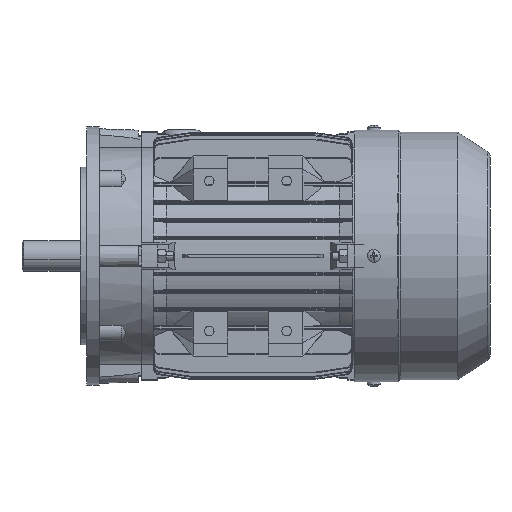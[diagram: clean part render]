
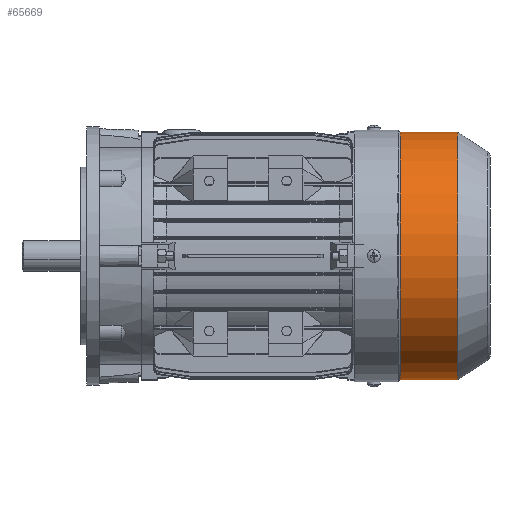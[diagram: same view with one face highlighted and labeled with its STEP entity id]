
A CAD part, front view. The second image highlights one B-rep face of the part: STEP entity #65669.
In plain terms, the highlighted cylindrical face has radius 76.8 mm (diameter 153.6 mm), a partial arc.
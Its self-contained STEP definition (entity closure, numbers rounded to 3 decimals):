
#25424 = CARTESIAN_POINT ( 'NONE',  ( 28.25, 0., -76.8 ) ) ;
#25425 = CARTESIAN_POINT ( 'NONE',  ( 28.25, 0., 76.8 ) ) ;
#25610 = DIRECTION ( 'NONE',  ( -1., 0., 0. ) ) ;
#25611 = VECTOR ( 'NONE', #25610, 1000. ) ;
#25612 = CARTESIAN_POINT ( 'NONE',  ( 0., 0., 76.8 ) ) ;
#25613 = LINE ( 'NONE', #25612, #25611 ) ;
#25614 = DIRECTION ( 'NONE',  ( -1., 0., 0. ) ) ;
#25615 = VECTOR ( 'NONE', #25614, 1000. ) ;
#25616 = CARTESIAN_POINT ( 'NONE',  ( 0., 0., -76.8 ) ) ;
#25617 = LINE ( 'NONE', #25616, #25615 ) ;
#25618 = CARTESIAN_POINT ( 'NONE',  ( 64., 0., -76.8 ) ) ;
#25619 = CARTESIAN_POINT ( 'NONE',  ( 64., 0., 76.8 ) ) ;
#29504 = DIRECTION ( 'NONE',  ( 0., 0., 1. ) ) ;
#29505 = DIRECTION ( 'NONE',  ( -1., 0., 0. ) ) ;
#29506 = CARTESIAN_POINT ( 'NONE',  ( 28.25, 0., 0. ) ) ;
#29507 = AXIS2_PLACEMENT_3D ( 'NONE', #29506, #29505, #29504 ) ;
#29508 = DIRECTION ( 'NONE',  ( 0., 0., 1. ) ) ;
#29509 = DIRECTION ( 'NONE',  ( -1., 0., 0. ) ) ;
#29510 = CARTESIAN_POINT ( 'NONE',  ( 0., 0., 0. ) ) ;
#29511 = AXIS2_PLACEMENT_3D ( 'NONE', #29510, #29509, #29508 ) ;
#29512 = CIRCLE ( 'NONE', #29507, 76.8 ) ;
#29513 = CYLINDRICAL_SURFACE ( 'NONE', #29511, 76.8 ) ;
#29514 = FACE_OUTER_BOUND ( 'NONE', #65670, .T. ) ;
#29515 = DIRECTION ( 'NONE',  ( 0., 0., 1. ) ) ;
#29516 = DIRECTION ( 'NONE',  ( -1., 0., 0. ) ) ;
#29517 = CARTESIAN_POINT ( 'NONE',  ( 64., 0., 0. ) ) ;
#29518 = AXIS2_PLACEMENT_3D ( 'NONE', #29517, #29516, #29515 ) ;
#29519 = CIRCLE ( 'NONE', #29518, 76.8 ) ;
#62173 = VERTEX_POINT ( 'NONE', #25425 ) ;
#62175 = VERTEX_POINT ( 'NONE', #25424 ) ;
#62268 = VERTEX_POINT ( 'NONE', #25619 ) ;
#62269 = VERTEX_POINT ( 'NONE', #25618 ) ;
#62271 = EDGE_CURVE ( 'NONE', #62269, #62175, #25617, .T. ) ;
#62274 = EDGE_CURVE ( 'NONE', #62268, #62173, #25613, .T. ) ;
#65668 = EDGE_CURVE ( 'NONE', #62269, #62268, #29519, .T. ) ;
#65669 = ADVANCED_FACE ( 'NONE', ( #29514 ), #29513, .T. ) ;
#65670 = EDGE_LOOP ( 'NONE', ( #65671, #65672, #65673, #65675 ) ) ;
#65671 = ORIENTED_EDGE ( 'NONE', *, *, #62271, .F. ) ;
#65672 = ORIENTED_EDGE ( 'NONE', *, *, #65668, .T. ) ;
#65673 = ORIENTED_EDGE ( 'NONE', *, *, #62274, .T. ) ;
#65675 = ORIENTED_EDGE ( 'NONE', *, *, #65676, .F. ) ;
#65676 = EDGE_CURVE ( 'NONE', #62175, #62173, #29512, .T. ) ;
